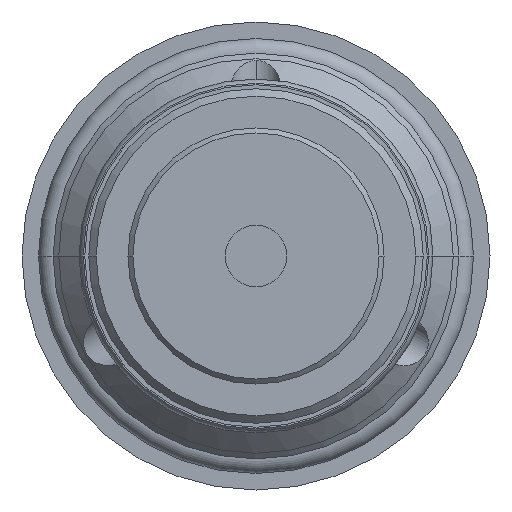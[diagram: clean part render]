
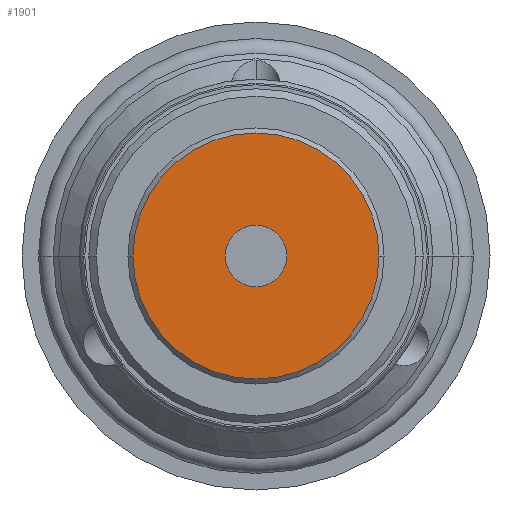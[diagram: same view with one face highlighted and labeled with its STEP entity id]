
A CAD part, left-side view. The second image highlights one B-rep face of the part: STEP entity #1901.
In plain terms, the highlighted planar face has unit normal (-1, 0, 0).
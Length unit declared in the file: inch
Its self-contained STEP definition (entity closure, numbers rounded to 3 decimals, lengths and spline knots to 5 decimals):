
#236=CARTESIAN_POINT('',(-2.676,0.,0.));
#237=DIRECTION('',(-1.,0.,0.));
#238=DIRECTION('',(0.,1.,0.));
#239=AXIS2_PLACEMENT_3D('',#236,#237,#238);
#241=CARTESIAN_POINT('',(-2.676,0.,0.));
#242=DIRECTION('',(1.,0.,0.));
#243=DIRECTION('',(0.,1.,0.));
#244=AXIS2_PLACEMENT_3D('',#241,#242,#243);
#246=CARTESIAN_POINT('',(-2.676,0.,0.));
#247=DIRECTION('',(1.,0.,0.));
#248=DIRECTION('',(0.,1.,0.));
#249=AXIS2_PLACEMENT_3D('',#246,#247,#248);
#255=CARTESIAN_POINT('',(-2.676,0.,0.));
#256=DIRECTION('',(-1.,0.,0.));
#257=DIRECTION('',(0.,1.,0.));
#258=AXIS2_PLACEMENT_3D('',#255,#256,#257);
#1480=CARTESIAN_POINT('',(-2.676,0.493,0.));
#1481=CARTESIAN_POINT('',(-2.676,-0.493,0.));
#1482=VERTEX_POINT('',#1480);
#1483=VERTEX_POINT('',#1481);
#1484=CARTESIAN_POINT('',(-2.676,0.1235,0.));
#1485=CARTESIAN_POINT('',(-2.676,-0.1235,0.));
#1486=VERTEX_POINT('',#1484);
#1487=VERTEX_POINT('',#1485);
#1886=CARTESIAN_POINT('',(-2.676,0.,0.));
#1887=DIRECTION('',(1.,0.,0.));
#1888=DIRECTION('',(0.,-1.,0.));
#1889=AXIS2_PLACEMENT_3D('',#1886,#1887,#1888);
#1890=PLANE('',#1889);
#1891=ORIENTED_EDGE('',*,*,#1880,.F.);
#1892=ORIENTED_EDGE('',*,*,#1866,.T.);
#1893=EDGE_LOOP('',(#1891,#1892));
#1894=FACE_OUTER_BOUND('',#1893,.F.);
#1896=ORIENTED_EDGE('',*,*,#1895,.F.);
#1898=ORIENTED_EDGE('',*,*,#1897,.T.);
#1899=EDGE_LOOP('',(#1896,#1898));
#1900=FACE_BOUND('',#1899,.F.);
#1901=ADVANCED_FACE('',(#1894,#1900),#1890,.F.);
#240=CIRCLE('',#239,0.493);
#245=CIRCLE('',#244,0.493);
#250=CIRCLE('',#249,0.1235);
#259=CIRCLE('',#258,0.1235);
#1866=EDGE_CURVE('',#1482,#1483,#245,.T.);
#1880=EDGE_CURVE('',#1482,#1483,#240,.T.);
#1895=EDGE_CURVE('',#1486,#1487,#250,.T.);
#1897=EDGE_CURVE('',#1486,#1487,#259,.T.);
